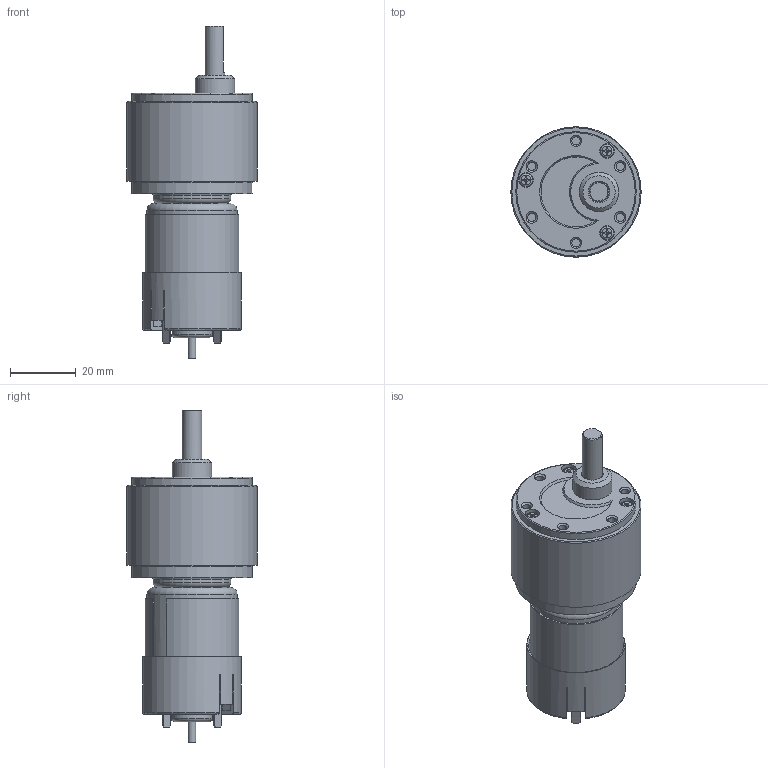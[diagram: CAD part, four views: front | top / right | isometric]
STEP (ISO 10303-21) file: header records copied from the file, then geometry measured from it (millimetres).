
FILE_DESCRIPTION(/* description */ (''),/* implementation_level */ '2;1');
FILE_NAME(/* name */ 'RH158_L72',/* time_stamp */ '2017-01-26T10:36:49+01:00',/* author */ (''),/* organization */ (''),/* preprocessor_version */ 'ST-DEVELOPER v11',/* originating_system */ 'UGS - NX 5.0',/* authorisation */ '');
FILE_SCHEMA (('AUTOMOTIVE_DESIGN { 1 0 10303 214 1 1 1 1 }'));
Length unit declared in the file: millimetre
Products named in the file (1): Luig8A2Adqc5
Bounding box: 39.6 x 39.6 x 100.93 mm (x, y, z)
Volume: 36868.4 mm3; surface area: 26567.6 mm2
Topology: 12 solids, 12 shells, 670 faces, 1458 edges, 961 vertices
Faces by surface type: plane 441, cylinder 182, cone 32, torus 15
Full cylindrical faces by diameter (mm): 1.6 x3, 2 x3, 2.305 x1, 2.5 x8, 3.5 x4, 4 x3, 4.4 x3, 6 x2, 10 x2, 10.01 x1, 10.5 x1, 12 x1, 12.5 x1, 22 x1, 23.8 x1, 27.5 x1, 27.8 x1, 28.9 x1, 30 x1, 30.9 x1, 36.6 x1, 36.9 x1, 37.3 x1, 39.6 x1
Entity records: 18351 total; most frequent: CARTESIAN_POINT 3393, DIRECTION 3331, ORIENTED_EDGE 2708, AXIS2_PLACEMENT_3D 1367, EDGE_CURVE 1354, VERTEX_POINT 935, EDGE_LOOP 917, CIRCLE 684
